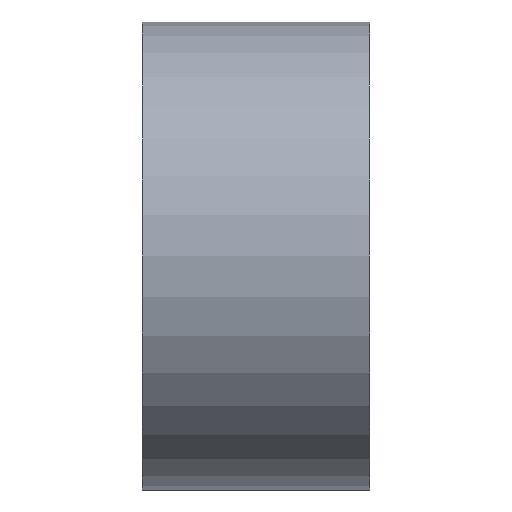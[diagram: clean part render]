
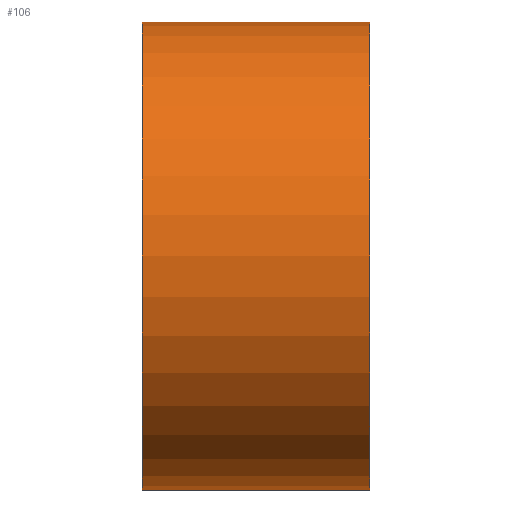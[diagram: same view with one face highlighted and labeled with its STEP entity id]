
A CAD part, front view. The second image highlights one B-rep face of the part: STEP entity #106.
In plain terms, the highlighted cylindrical face has radius 5 mm (diameter 10 mm), a partial arc.
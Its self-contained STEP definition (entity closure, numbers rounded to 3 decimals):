
#7 = CIRCLE ( 'NONE', #78, 5. ) ;
#14 = EDGE_CURVE ( 'NONE', #136, #126, #7, .T. ) ;
#17 = DIRECTION ( 'NONE',  ( -1., 0., 0. ) ) ;
#19 = CARTESIAN_POINT ( 'NONE',  ( 21.598, 13.045, 5. ) ) ;
#23 = EDGE_LOOP ( 'NONE', ( #191, #62, #157, #150, #82, #183 ) ) ;
#28 = CARTESIAN_POINT ( 'NONE',  ( 26.45, 13.045, -5. ) ) ;
#36 = AXIS2_PLACEMENT_3D ( 'NONE', #142, #128, #160 ) ;
#45 = CARTESIAN_POINT ( 'NONE',  ( 26.45, 8.045, 0. ) ) ;
#47 = DIRECTION ( 'NONE',  ( -1., 0., 0. ) ) ;
#49 = FACE_OUTER_BOUND ( 'NONE', #23, .T. ) ;
#50 = DIRECTION ( 'NONE',  ( 0., 0., 1. ) ) ;
#59 = LINE ( 'NONE', #125, #201 ) ;
#62 = ORIENTED_EDGE ( 'NONE', *, *, #14, .T. ) ;
#64 = VERTEX_POINT ( 'NONE', #218 ) ;
#68 = AXIS2_PLACEMENT_3D ( 'NONE', #155, #88, #171 ) ;
#71 = DIRECTION ( 'NONE',  ( -1., 0., 0. ) ) ;
#78 = AXIS2_PLACEMENT_3D ( 'NONE', #174, #47, #122 ) ;
#82 = ORIENTED_EDGE ( 'NONE', *, *, #190, .F. ) ;
#88 = DIRECTION ( 'NONE',  ( -1., 0., 0. ) ) ;
#89 = CIRCLE ( 'NONE', #146, 5. ) ;
#90 = DIRECTION ( 'NONE',  ( -1., 0., 0. ) ) ;
#91 = VERTEX_POINT ( 'NONE', #137 ) ;
#98 = VECTOR ( 'NONE', #17, 1000. ) ;
#99 = CARTESIAN_POINT ( 'NONE',  ( 21.598, 8.045, 0. ) ) ;
#106 = ADVANCED_FACE ( 'NONE', ( #49 ), #224, .T. ) ;
#112 = VERTEX_POINT ( 'NONE', #99 ) ;
#122 = DIRECTION ( 'NONE',  ( 0., 0., 1. ) ) ;
#125 = CARTESIAN_POINT ( 'NONE',  ( 21.225, 13.045, 5. ) ) ;
#126 = VERTEX_POINT ( 'NONE', #45 ) ;
#128 = DIRECTION ( 'NONE',  ( -1., 0., 0. ) ) ;
#136 = VERTEX_POINT ( 'NONE', #28 ) ;
#137 = CARTESIAN_POINT ( 'NONE',  ( 21.598, 13.045, -5. ) ) ;
#141 = CIRCLE ( 'NONE', #159, 5. ) ;
#142 = CARTESIAN_POINT ( 'NONE',  ( 21.598, 13.045, 0. ) ) ;
#145 = EDGE_CURVE ( 'NONE', #126, #64, #89, .T. ) ;
#146 = AXIS2_PLACEMENT_3D ( 'NONE', #227, #90, #50 ) ;
#150 = ORIENTED_EDGE ( 'NONE', *, *, #185, .T. ) ;
#154 = CIRCLE ( 'NONE', #36, 5. ) ;
#155 = CARTESIAN_POINT ( 'NONE',  ( 21.225, 13.045, 0. ) ) ;
#157 = ORIENTED_EDGE ( 'NONE', *, *, #145, .T. ) ;
#159 = AXIS2_PLACEMENT_3D ( 'NONE', #208, #178, #223 ) ;
#160 = DIRECTION ( 'NONE',  ( 0., 0., 1. ) ) ;
#171 = DIRECTION ( 'NONE',  ( 0., 0., 1. ) ) ;
#174 = CARTESIAN_POINT ( 'NONE',  ( 26.45, 13.045, 0. ) ) ;
#177 = EDGE_CURVE ( 'NONE', #136, #91, #186, .T. ) ;
#178 = DIRECTION ( 'NONE',  ( -1., 0., 0. ) ) ;
#183 = ORIENTED_EDGE ( 'NONE', *, *, #231, .F. ) ;
#185 = EDGE_CURVE ( 'NONE', #64, #210, #59, .T. ) ;
#186 = LINE ( 'NONE', #212, #98 ) ;
#190 = EDGE_CURVE ( 'NONE', #112, #210, #154, .T. ) ;
#191 = ORIENTED_EDGE ( 'NONE', *, *, #177, .F. ) ;
#201 = VECTOR ( 'NONE', #71, 1000. ) ;
#208 = CARTESIAN_POINT ( 'NONE',  ( 21.598, 13.045, 0. ) ) ;
#210 = VERTEX_POINT ( 'NONE', #19 ) ;
#212 = CARTESIAN_POINT ( 'NONE',  ( 21.225, 13.045, -5. ) ) ;
#218 = CARTESIAN_POINT ( 'NONE',  ( 26.45, 13.045, 5. ) ) ;
#223 = DIRECTION ( 'NONE',  ( 0., 0., 1. ) ) ;
#224 = CYLINDRICAL_SURFACE ( 'NONE', #68, 5. ) ;
#227 = CARTESIAN_POINT ( 'NONE',  ( 26.45, 13.045, 0. ) ) ;
#231 = EDGE_CURVE ( 'NONE', #91, #112, #141, .T. ) ;
